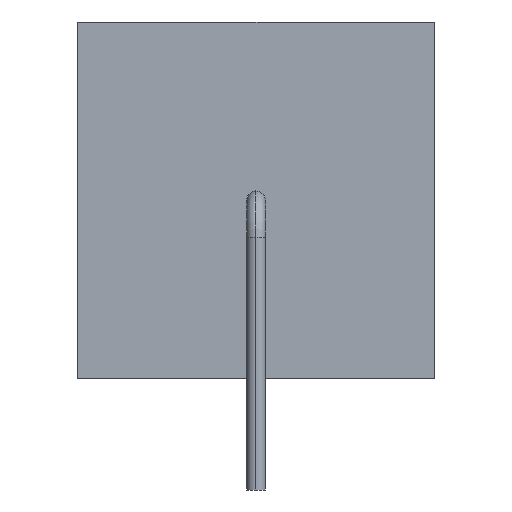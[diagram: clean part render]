
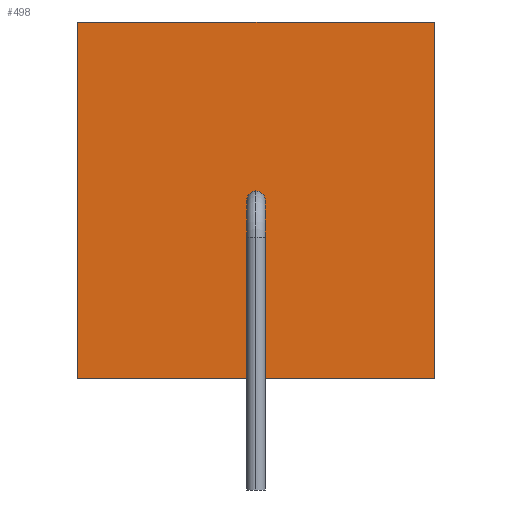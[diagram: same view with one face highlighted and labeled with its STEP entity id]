
A CAD part, left-side view. The second image highlights one B-rep face of the part: STEP entity #498.
In plain terms, the highlighted planar face has unit normal (-1, 0, 0).
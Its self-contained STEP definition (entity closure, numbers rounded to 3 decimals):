
#26=DIRECTION('',(0.,-1.,0.));
#27=VECTOR('',#26,9.6);
#28=CARTESIAN_POINT('',(-25.,4.8,0.));
#29=LINE('',#28,#27);
#77=DIRECTION('',(0.,0.,1.));
#78=VECTOR('',#77,9.6);
#79=CARTESIAN_POINT('',(-25.,-4.8,0.));
#80=LINE('',#79,#78);
#84=DIRECTION('',(0.,0.,1.));
#85=VECTOR('',#84,9.6);
#86=CARTESIAN_POINT('',(-25.,4.8,0.));
#87=LINE('',#86,#85);
#91=CARTESIAN_POINT('',(-25.,0.,4.8));
#92=DIRECTION('',(1.,0.,0.));
#93=DIRECTION('',(0.,0.,-1.));
#94=AXIS2_PLACEMENT_3D('',#91,#92,#93);
#99=CARTESIAN_POINT('',(-25.,0.,4.8));
#100=DIRECTION('',(1.,0.,0.));
#101=DIRECTION('',(0.,0.,1.));
#102=AXIS2_PLACEMENT_3D('',#99,#100,#101);
#128=DIRECTION('',(0.,-1.,0.));
#129=VECTOR('',#128,9.6);
#130=CARTESIAN_POINT('',(-25.,4.8,9.6));
#131=LINE('',#130,#129);
#320=CARTESIAN_POINT('',(-25.,4.8,0.));
#322=VERTEX_POINT('',#320);
#323=CARTESIAN_POINT('',(-25.,-4.8,0.));
#324=VERTEX_POINT('',#323);
#328=CARTESIAN_POINT('',(-25.,4.8,9.6));
#330=VERTEX_POINT('',#328);
#331=CARTESIAN_POINT('',(-25.,-4.8,9.6));
#332=VERTEX_POINT('',#331);
#347=CARTESIAN_POINT('',(-25.,0.,4.55));
#348=CARTESIAN_POINT('',(-25.,0.,5.05));
#349=VERTEX_POINT('',#347);
#350=VERTEX_POINT('',#348);
#480=CARTESIAN_POINT('',(-25.,4.8,0.));
#481=DIRECTION('',(-1.,0.,0.));
#482=DIRECTION('',(0.,-1.,0.));
#483=AXIS2_PLACEMENT_3D('',#480,#481,#482);
#484=PLANE('',#483);
#485=ORIENTED_EDGE('',*,*,#374,.F.);
#486=ORIENTED_EDGE('',*,*,#405,.T.);
#488=ORIENTED_EDGE('',*,*,#487,.T.);
#489=ORIENTED_EDGE('',*,*,#460,.F.);
#490=EDGE_LOOP('',(#485,#486,#488,#489));
#491=FACE_OUTER_BOUND('',#490,.F.);
#493=ORIENTED_EDGE('',*,*,#492,.F.);
#495=ORIENTED_EDGE('',*,*,#494,.F.);
#496=EDGE_LOOP('',(#493,#495));
#497=FACE_BOUND('',#496,.F.);
#95=CIRCLE('',#94,0.25);
#103=CIRCLE('',#102,0.25);
#374=EDGE_CURVE('',#322,#324,#29,.T.);
#405=EDGE_CURVE('',#322,#330,#87,.T.);
#460=EDGE_CURVE('',#324,#332,#80,.T.);
#487=EDGE_CURVE('',#330,#332,#131,.T.);
#492=EDGE_CURVE('',#349,#350,#95,.T.);
#494=EDGE_CURVE('',#350,#349,#103,.T.);
#498=ADVANCED_FACE('',(#491,#497),#484,.T.);
